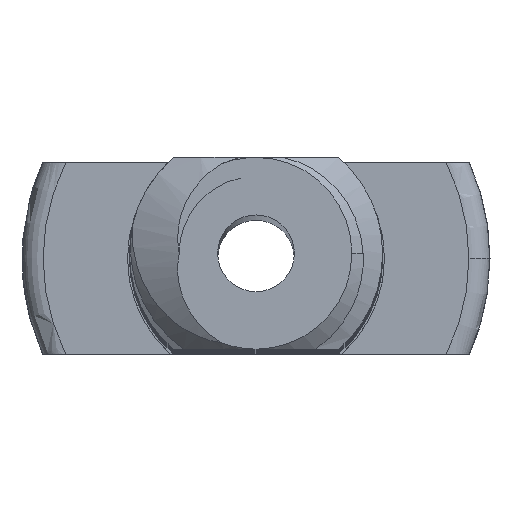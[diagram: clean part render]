
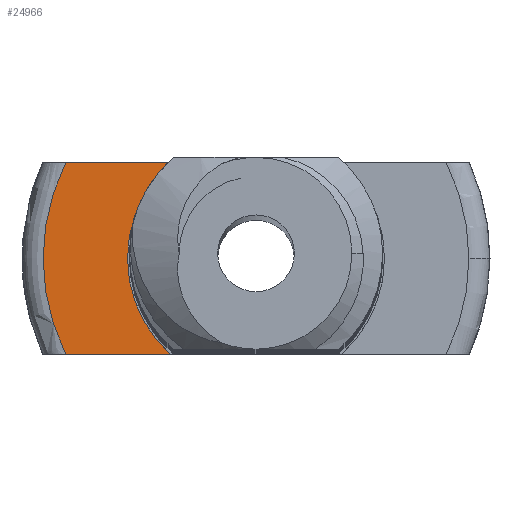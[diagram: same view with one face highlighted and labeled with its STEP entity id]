
A CAD part, top view. The second image highlights one B-rep face of the part: STEP entity #24966.
In plain terms, the highlighted planar face has unit normal (0, 0, 1).
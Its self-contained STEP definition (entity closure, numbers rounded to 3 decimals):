
#5671 = PLANE('',#5672);
#5672 = AXIS2_PLACEMENT_3D('',#5673,#5674,#5675);
#5673 = CARTESIAN_POINT('',(12.5,-2.5,88.539));
#5674 = DIRECTION('',(0.,1.,0.));
#5675 = DIRECTION('',(-1.,0.,0.));
#6460 = PLANE('',#6461);
#6461 = AXIS2_PLACEMENT_3D('',#6462,#6463,#6464);
#6462 = CARTESIAN_POINT('',(-12.5,2.5,88.539));
#6463 = DIRECTION('',(0.,-1.,0.));
#6464 = DIRECTION('',(1.,0.,0.));
#8884 = VERTEX_POINT('',#8885);
#8885 = CARTESIAN_POINT('',(-4.955,-2.5,0.));
#8937 = TOROIDAL_SURFACE('',#8938,5.55,0.55);
#8938 = AXIS2_PLACEMENT_3D('',#8939,#8940,#8941);
#8939 = CARTESIAN_POINT('',(0.,0.,-0.55)
  );
#8940 = DIRECTION('',(0.,0.,1.));
#8941 = DIRECTION('',(1.,0.,0.));
#8968 = EDGE_CURVE('',#8969,#8884,#8971,.T.);
#8969 = VERTEX_POINT('',#8970);
#8970 = CARTESIAN_POINT('',(-2.23,-2.5,0.));
#8971 = SURFACE_CURVE('',#8972,(#8976,#8983),.PCURVE_S1.);
#8972 = LINE('',#8973,#8974);
#8973 = CARTESIAN_POINT('',(6.25,-2.5,0.));
#8974 = VECTOR('',#8975,1.);
#8975 = DIRECTION('',(-1.,0.,0.));
#8976 = PCURVE('',#5671,#8977);
#8977 = DEFINITIONAL_REPRESENTATION('',(#8978),#8982);
#8978 = LINE('',#8979,#8980);
#8979 = CARTESIAN_POINT('',(6.25,-88.539));
#8980 = VECTOR('',#8981,1.);
#8981 = DIRECTION('',(1.,0.));
#8982 = ( GEOMETRIC_REPRESENTATION_CONTEXT(2) 
PARAMETRIC_REPRESENTATION_CONTEXT() REPRESENTATION_CONTEXT('2D SPACE',''
  ) );
#8983 = PCURVE('',#8984,#8989);
#8984 = PLANE('',#8985);
#8985 = AXIS2_PLACEMENT_3D('',#8986,#8987,#8988);
#8986 = CARTESIAN_POINT('',(0.,0.,
    0.));
#8987 = DIRECTION('',(0.,0.,-1.));
#8988 = DIRECTION('',(1.,0.,0.));
#8989 = DEFINITIONAL_REPRESENTATION('',(#8990),#8994);
#8990 = LINE('',#8991,#8992);
#8991 = CARTESIAN_POINT('',(6.25,2.5));
#8992 = VECTOR('',#8993,1.);
#8993 = DIRECTION('',(-1.,0.));
#8994 = ( GEOMETRIC_REPRESENTATION_CONTEXT(2) 
PARAMETRIC_REPRESENTATION_CONTEXT() REPRESENTATION_CONTEXT('2D SPACE',''
  ) );
#9010 = CYLINDRICAL_SURFACE('',#9011,3.35);
#9011 = AXIS2_PLACEMENT_3D('',#9012,#9013,#9014);
#9012 = CARTESIAN_POINT('',(0.,0.,1.8)
  );
#9013 = DIRECTION('',(0.,0.,-1.));
#9014 = DIRECTION('',(1.,0.,0.));
#22743 = VERTEX_POINT('',#22744);
#22744 = CARTESIAN_POINT('',(-2.23,2.5,0.));
#22765 = EDGE_CURVE('',#22766,#22743,#22768,.T.);
#22766 = VERTEX_POINT('',#22767);
#22767 = CARTESIAN_POINT('',(-4.955,2.5,0.));
#22768 = SURFACE_CURVE('',#22769,(#22773,#22780),.PCURVE_S1.);
#22769 = LINE('',#22770,#22771);
#22770 = CARTESIAN_POINT('',(-6.25,2.5,0.));
#22771 = VECTOR('',#22772,1.);
#22772 = DIRECTION('',(1.,0.,0.));
#22773 = PCURVE('',#6460,#22774);
#22774 = DEFINITIONAL_REPRESENTATION('',(#22775),#22779);
#22775 = LINE('',#22776,#22777);
#22776 = CARTESIAN_POINT('',(6.25,-88.539));
#22777 = VECTOR('',#22778,1.);
#22778 = DIRECTION('',(1.,0.));
#22779 = ( GEOMETRIC_REPRESENTATION_CONTEXT(2) 
PARAMETRIC_REPRESENTATION_CONTEXT() REPRESENTATION_CONTEXT('2D SPACE',''
  ) );
#22780 = PCURVE('',#8984,#22781);
#22781 = DEFINITIONAL_REPRESENTATION('',(#22782),#22786);
#22782 = LINE('',#22783,#22784);
#22783 = CARTESIAN_POINT('',(-6.25,-2.5));
#22784 = VECTOR('',#22785,1.);
#22785 = DIRECTION('',(1.,0.));
#22786 = ( GEOMETRIC_REPRESENTATION_CONTEXT(2) 
PARAMETRIC_REPRESENTATION_CONTEXT() REPRESENTATION_CONTEXT('2D SPACE',''
  ) );
#24498 = EDGE_CURVE('',#8969,#22743,#24499,.T.);
#24499 = SURFACE_CURVE('',#24500,(#24505,#24512),.PCURVE_S1.);
#24500 = CIRCLE('',#24501,3.35);
#24501 = AXIS2_PLACEMENT_3D('',#24502,#24503,#24504);
#24502 = CARTESIAN_POINT('',(0.,0.,
    0.));
#24503 = DIRECTION('',(0.,0.,-1.));
#24504 = DIRECTION('',(1.,0.,0.));
#24505 = PCURVE('',#9010,#24506);
#24506 = DEFINITIONAL_REPRESENTATION('',(#24507),#24511);
#24507 = LINE('',#24508,#24509);
#24508 = CARTESIAN_POINT('',(0.,1.8));
#24509 = VECTOR('',#24510,1.);
#24510 = DIRECTION('',(1.,0.));
#24511 = ( GEOMETRIC_REPRESENTATION_CONTEXT(2) 
PARAMETRIC_REPRESENTATION_CONTEXT() REPRESENTATION_CONTEXT('2D SPACE',''
  ) );
#24512 = PCURVE('',#8984,#24513);
#24513 = DEFINITIONAL_REPRESENTATION('',(#24514),#24518);
#24514 = CIRCLE('',#24515,3.35);
#24515 = AXIS2_PLACEMENT_2D('',#24516,#24517);
#24516 = CARTESIAN_POINT('',(0.,0.));
#24517 = DIRECTION('',(1.,0.));
#24518 = ( GEOMETRIC_REPRESENTATION_CONTEXT(2) 
PARAMETRIC_REPRESENTATION_CONTEXT() REPRESENTATION_CONTEXT('2D SPACE',''
  ) );
#24966 = ADVANCED_FACE('',(#24967),#8984,.F.);
#24967 = FACE_BOUND('',#24968,.T.);
#24968 = EDGE_LOOP('',(#24969,#24970,#24971,#24972));
#24969 = ORIENTED_EDGE('',*,*,#8968,.F.);
#24970 = ORIENTED_EDGE('',*,*,#24498,.T.);
#24971 = ORIENTED_EDGE('',*,*,#22765,.F.);
#24972 = ORIENTED_EDGE('',*,*,#24973,.F.);
#24973 = EDGE_CURVE('',#8884,#22766,#24974,.T.);
#24974 = SURFACE_CURVE('',#24975,(#24980,#24987),.PCURVE_S1.);
#24975 = CIRCLE('',#24976,5.55);
#24976 = AXIS2_PLACEMENT_3D('',#24977,#24978,#24979);
#24977 = CARTESIAN_POINT('',(0.,0.,
    0.));
#24978 = DIRECTION('',(0.,0.,-1.));
#24979 = DIRECTION('',(1.,0.,0.));
#24980 = PCURVE('',#8984,#24981);
#24981 = DEFINITIONAL_REPRESENTATION('',(#24982),#24986);
#24982 = CIRCLE('',#24983,5.55);
#24983 = AXIS2_PLACEMENT_2D('',#24984,#24985);
#24984 = CARTESIAN_POINT('',(0.,0.));
#24985 = DIRECTION('',(1.,0.));
#24986 = ( GEOMETRIC_REPRESENTATION_CONTEXT(2) 
PARAMETRIC_REPRESENTATION_CONTEXT() REPRESENTATION_CONTEXT('2D SPACE',''
  ) );
#24987 = PCURVE('',#8937,#24988);
#24988 = DEFINITIONAL_REPRESENTATION('',(#24989),#24993);
#24989 = LINE('',#24990,#24991);
#24990 = CARTESIAN_POINT('',(0.,7.854));
#24991 = VECTOR('',#24992,1.);
#24992 = DIRECTION('',(-1.,0.));
#24993 = ( GEOMETRIC_REPRESENTATION_CONTEXT(2) 
PARAMETRIC_REPRESENTATION_CONTEXT() REPRESENTATION_CONTEXT('2D SPACE',''
  ) );
